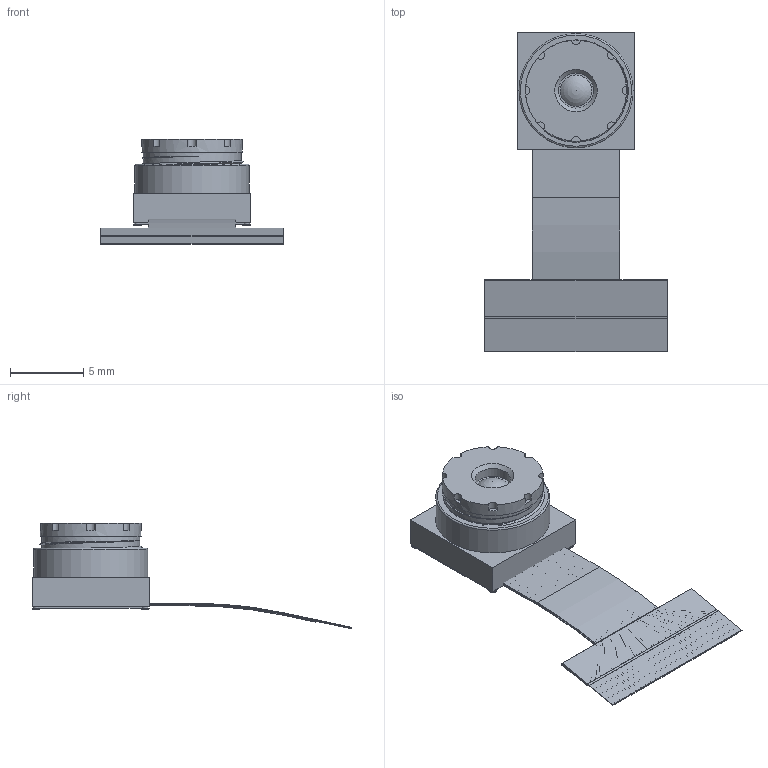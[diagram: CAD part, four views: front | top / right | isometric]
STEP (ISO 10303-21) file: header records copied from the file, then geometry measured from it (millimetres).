
FILE_DESCRIPTION(('FreeCAD Model'),'2;1');
FILE_NAME('Open CASCADE Shape Model','2025-05-31T14:13:45',(''),(''), 'Open CASCADE STEP processor 7.6','FreeCAD','Unknown');
FILE_SCHEMA(('AUTOMOTIVE_DESIGN { 1 0 10303 214 1 1 1 1 }'));
Length unit declared in the file: millimetre
Products named in the file (12): camera_OV2640_003; box002; objective002; Body310; Lense002; plate004; tail005; tail004; plate005; conn002; film002; silk002
Assembly tree (11 placements, depth 3):
  camera_OV2640_003
    box002
    objective002
      Body310
      Lense002
    plate004
    tail005
      tail004
      plate005
      conn002
      film002
      silk002
Bounding box: 12.5 x 21.84 x 7.23 mm (x, y, z)
Volume: 122.7 mm3; surface area: 1162.2 mm2
Topology: 9 solids, 9 shells, 420 faces, 1064 edges, 659 vertices
Faces by surface type: plane 257, bspline 89, cylinder 66, torus 5, cone 2, sphere 1
Full cylindrical faces by diameter (mm): 0.4 x4, 0.54 x4, 2.4 x1, 3 x1, 5 x1, 6.7 x3, 6.8 x3, 6.9 x1, 7.8 x1
Entity records: 19645 total; most frequent: CARTESIAN_POINT 9845, ORIENTED_EDGE 2126, DIRECTION 1693, EDGE_CURVE 1063, LINE 699, VECTOR 699, VERTEX_POINT 659, AXIS2_PLACEMENT_3D 497
